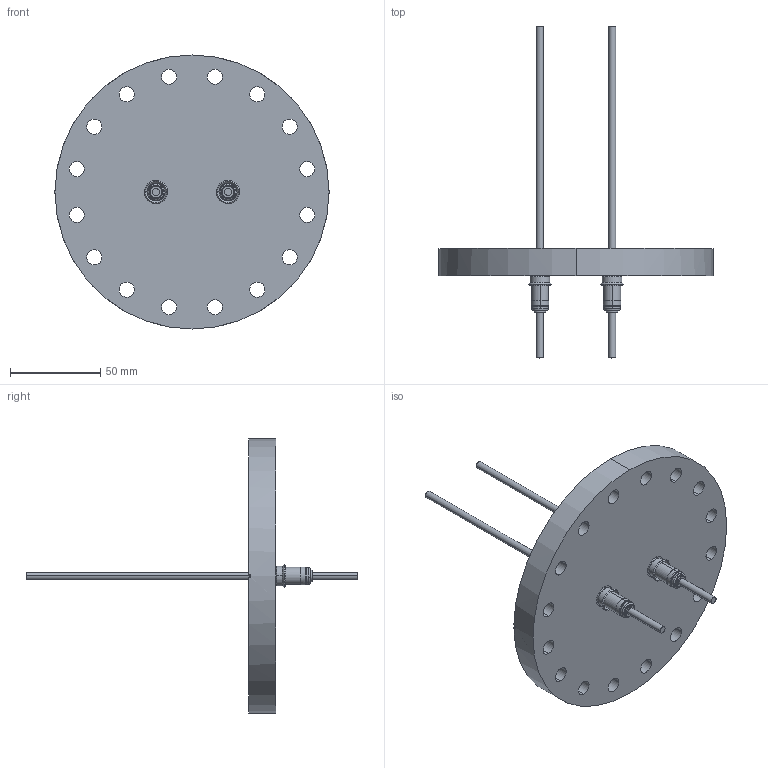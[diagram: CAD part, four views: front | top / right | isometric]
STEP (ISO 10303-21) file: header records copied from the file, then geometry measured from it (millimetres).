
FILE_DESCRIPTION (( 'STEP AP214' ), '1' );
FILE_NAME ('264-40CU50K-2-C100.STEP', '2015-11-16T12:21:54', ( 'allectra' ), ( 'Microsoft' ), 'SwSTEP 2.0', 'SolidWorks 2014', '' );
FILE_SCHEMA (( 'AUTOMOTIVE_DESIGN' ));
Length unit declared in the file: millimetre
Products named in the file (3): 261-40CU5K; 9411-C100-12.6-2_419-CFB100-T15; 264-40CU50K-2-C100
Assembly tree (3 placements, depth 2):
  264-40CU50K-2-C100
    9411-C100-12.6-2_419-CFB100-T15
    261-40CU5K  x2
Bounding box: 152 x 184.15 x 152 mm (x, y, z)
Volume: 250854.7 mm3; surface area: 57741.6 mm2
Topology: 3 solids, 7 shells, 198 faces, 480 edges, 310 vertices
Faces by surface type: cylinder 106, cone 32, plane 30, bspline 28, torus 2
Entity records: 4340 total; most frequent: CARTESIAN_POINT 1049, DIRECTION 740, ORIENTED_EDGE 624, AXIS2_PLACEMENT_3D 323, EDGE_CURVE 312, CIRCLE 206, VERTEX_POINT 202, EDGE_LOOP 172
